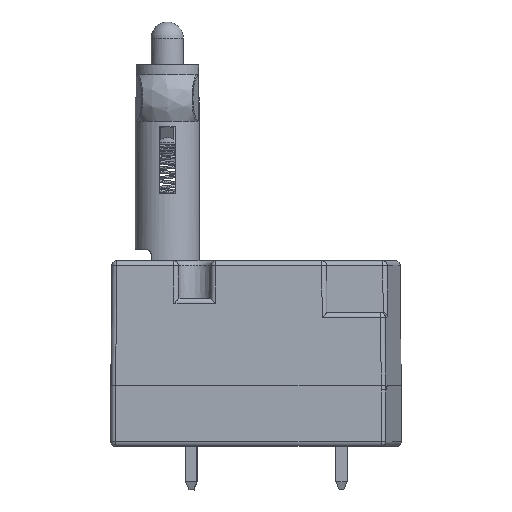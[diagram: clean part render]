
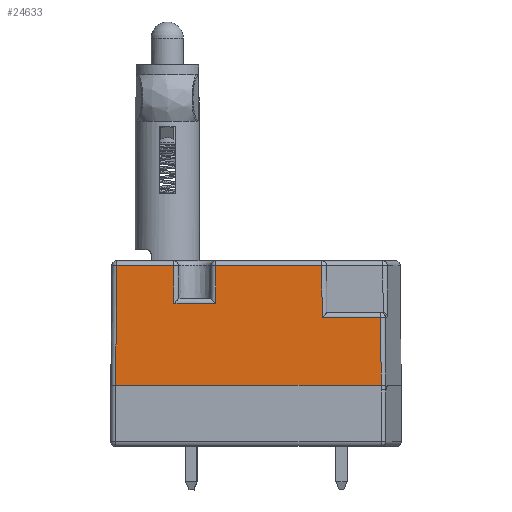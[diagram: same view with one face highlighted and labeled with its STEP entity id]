
A CAD part, left-side view. The second image highlights one B-rep face of the part: STEP entity #24633.
In plain terms, the highlighted planar face has unit normal (-1, 0, 0.009).
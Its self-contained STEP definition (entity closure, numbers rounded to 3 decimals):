
#673=B_SPLINE_CURVE_WITH_KNOTS('',3,(#36326,#36327,#36328,#36329),
 .UNSPECIFIED.,.F.,.F.,(4,4),(0.,1.),.UNSPECIFIED.);
#694=B_SPLINE_CURVE_WITH_KNOTS('',3,(#37320,#37321,#37322,#37323),
 .UNSPECIFIED.,.F.,.F.,(4,4),(0.,1.),.UNSPECIFIED.);
#8441=ORIENTED_EDGE('',*,*,#12951,.F.);
#8442=ORIENTED_EDGE('',*,*,#12952,.T.);
#8443=ORIENTED_EDGE('',*,*,#12953,.F.);
#8444=ORIENTED_EDGE('',*,*,#12954,.F.);
#8445=ORIENTED_EDGE('',*,*,#12944,.F.);
#8446=ORIENTED_EDGE('',*,*,#12950,.T.);
#8447=ORIENTED_EDGE('',*,*,#12516,.F.);
#8448=ORIENTED_EDGE('',*,*,#12809,.F.);
#8449=ORIENTED_EDGE('',*,*,#12508,.F.);
#8450=ORIENTED_EDGE('',*,*,#10933,.F.);
#10933=EDGE_CURVE('',#13986,#13987,#15930,.T.);
#12508=EDGE_CURVE('',#13987,#15065,#17274,.T.);
#12516=EDGE_CURVE('',#15071,#15069,#673,.F.);
#12809=EDGE_CURVE('',#15065,#15071,#17490,.T.);
#12944=EDGE_CURVE('',#15351,#15348,#694,.F.);
#12950=EDGE_CURVE('',#15351,#15069,#17599,.T.);
#12951=EDGE_CURVE('',#15354,#13986,#17600,.T.);
#12952=EDGE_CURVE('',#15354,#15355,#17601,.T.);
#12953=EDGE_CURVE('',#15356,#15355,#17602,.T.);
#12954=EDGE_CURVE('',#15348,#15356,#17603,.T.);
#13986=VERTEX_POINT('',#32663);
#13987=VERTEX_POINT('',#32665);
#15065=VERTEX_POINT('',#36300);
#15069=VERTEX_POINT('',#36315);
#15071=VERTEX_POINT('',#36325);
#15348=VERTEX_POINT('',#37300);
#15351=VERTEX_POINT('',#37319);
#15354=VERTEX_POINT('',#37346);
#15355=VERTEX_POINT('',#37348);
#15356=VERTEX_POINT('',#37350);
#15930=LINE('',#32664,#18340);
#17274=LINE('',#36299,#19684);
#17490=LINE('',#37022,#19900);
#17599=LINE('',#37343,#20009);
#17600=LINE('',#37345,#20010);
#17601=LINE('',#37347,#20011);
#17602=LINE('',#37349,#20012);
#17603=LINE('',#37351,#20013);
#18340=VECTOR('',#26974,1000.);
#19684=VECTOR('',#29648,1000.);
#19900=VECTOR('',#30220,1000.);
#20009=VECTOR('',#30449,1000.);
#20010=VECTOR('',#30452,1000.);
#20011=VECTOR('',#30453,1000.);
#20012=VECTOR('',#30454,1000.);
#20013=VECTOR('',#30455,1000.);
#21395=EDGE_LOOP('',(#8441,#8442,#8443,#8444,#8445,#8446,#8447,#8448,#8449,
#8450));
#22631=FACE_BOUND('',#21395,.T.);
#23637=PLANE('',#26089);
#24633=ADVANCED_FACE('',(#22631),#23637,.T.);
#26089=AXIS2_PLACEMENT_3D('',#37344,#30450,#30451);
#26974=DIRECTION('',(0.,1.,0.));
#29648=DIRECTION('',(0.009,-0.009,1.));
#30220=DIRECTION('',(0.,-1.,0.));
#30449=DIRECTION('',(0.,1.,0.));
#30450=DIRECTION('',(-1.,0.,0.009));
#30451=DIRECTION('',(0.,1.,0.));
#30452=DIRECTION('',(-0.009,-0.007,-1.));
#30453=DIRECTION('',(0.,1.,0.));
#30454=DIRECTION('',(-0.009,-0.009,-1.));
#30455=DIRECTION('',(0.,-1.,0.));
#32663=CARTESIAN_POINT('',(-10.35,-7.758,3.8));
#32664=CARTESIAN_POINT('',(-10.35,-7.758,3.8));
#32665=CARTESIAN_POINT('',(-10.35,8.7,3.8));
#36299=CARTESIAN_POINT('',(-10.35,8.7,3.8));
#36300=CARTESIAN_POINT('',(-10.285,8.635,11.203));
#36315=CARTESIAN_POINT('',(-10.305,5.085,8.878));
#36325=CARTESIAN_POINT('',(-10.286,5.1,11.203));
#36326=CARTESIAN_POINT('',(-10.306,5.085,8.878));
#36327=CARTESIAN_POINT('',(-10.299,5.09,9.653));
#36328=CARTESIAN_POINT('',(-10.292,5.095,10.428));
#36329=CARTESIAN_POINT('',(-10.285,5.1,11.203));
#37022=CARTESIAN_POINT('',(-10.285,-7.804,11.203));
#37300=CARTESIAN_POINT('',(-10.286,2.5,11.203));
#37319=CARTESIAN_POINT('',(-10.305,2.515,8.878));
#37320=CARTESIAN_POINT('',(-10.285,2.5,11.203));
#37321=CARTESIAN_POINT('',(-10.292,2.505,10.428));
#37322=CARTESIAN_POINT('',(-10.299,2.51,9.653));
#37323=CARTESIAN_POINT('',(-10.306,2.515,8.878));
#37343=CARTESIAN_POINT('',(-10.306,32.465,8.878));
#37344=CARTESIAN_POINT('',(-10.35,0.,3.8));
#37345=CARTESIAN_POINT('',(-10.313,-7.729,8.003));
#37346=CARTESIAN_POINT('',(-10.313,-7.729,8.003));
#37347=CARTESIAN_POINT('',(-10.313,-7.729,8.003));
#37348=CARTESIAN_POINT('',(-10.313,-4.103,8.003));
#37349=CARTESIAN_POINT('',(-10.285,-4.075,11.203));
#37350=CARTESIAN_POINT('',(-10.285,-4.075,11.203));
#37351=CARTESIAN_POINT('',(-10.285,-7.804,11.203));
